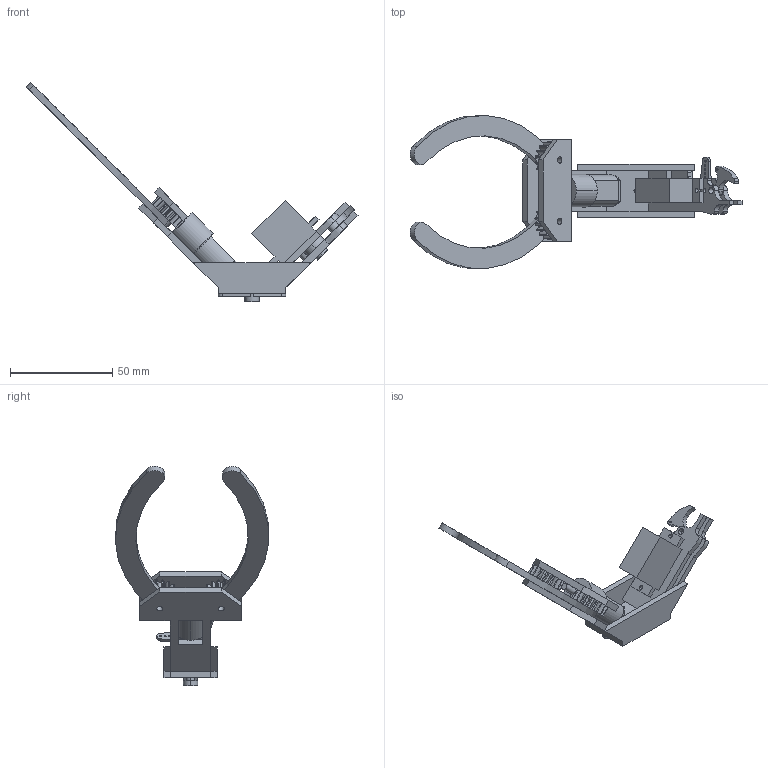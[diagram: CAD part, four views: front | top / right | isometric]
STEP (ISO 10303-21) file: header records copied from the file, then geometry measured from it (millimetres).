
FILE_DESCRIPTION (( 'STEP AP214' ), '1' );
FILE_NAME ('pinza_doble.STEP', '2019-04-09T20:21:28', ( 'MariaConsuegra' ), ( '' ), 'SwSTEP 2.0', 'SolidWorks 2015', '' );
FILE_SCHEMA (( 'AUTOMOTIVE_DESIGN' ));
Length unit declared in the file: millimetre
Products named in the file (19): acople_micro_doble; acople_micro; microservo; Dedo_Micropinza; Micro_pinza; Micro_pinza_bajo; Macro_pinza; Macro_pinza_arriba; motoreductor; base_reductor; reductor; cuerpo; Dedo_Macropinza; engranaje; Macro_pinza_bajo; base_pinzas; pinza_doble; lateral_pinza_doble
Assembly tree (21 placements, depth 4):
  pinza_doble
    base_pinzas
    Macro_pinza
      Macro_pinza_bajo
      engranaje  x2
      Dedo_Macropinza  x2
      motoreductor
        cuerpo
        reductor
        base_reductor
      Macro_pinza_arriba
    Micro_pinza
      Micro_pinza_bajo
      Micro_pinza
      Dedo_Micropinza
      microservo
      acople_micro
    lateral_pinza_doble  x2
    acople_micro_doble
Bounding box: 162.64 x 74.95 x 107.53 mm (x, y, z)
Volume: 38209.6 mm3; surface area: 28893.9 mm2
Topology: 18 solids, 18 shells, 480 faces, 1279 edges, 847 vertices
Faces by surface type: cylinder 310, plane 158, torus 10, bspline 2
Entity records: 13080 total; most frequent: DIRECTION 2272, CARTESIAN_POINT 2193, ORIENTED_EDGE 2018, EDGE_CURVE 1009, AXIS2_PLACEMENT_3D 874, VERTEX_POINT 667, LINE 524, VECTOR 524
